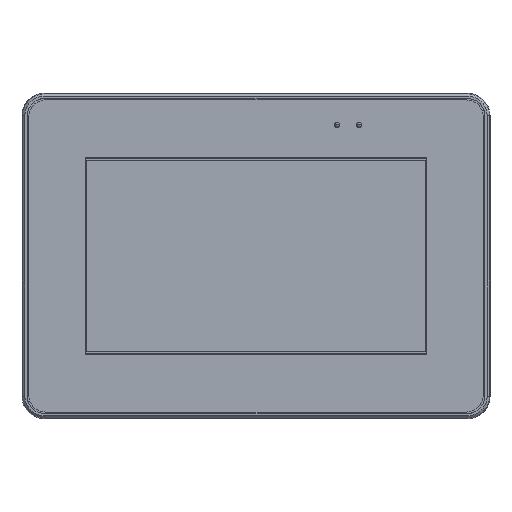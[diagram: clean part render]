
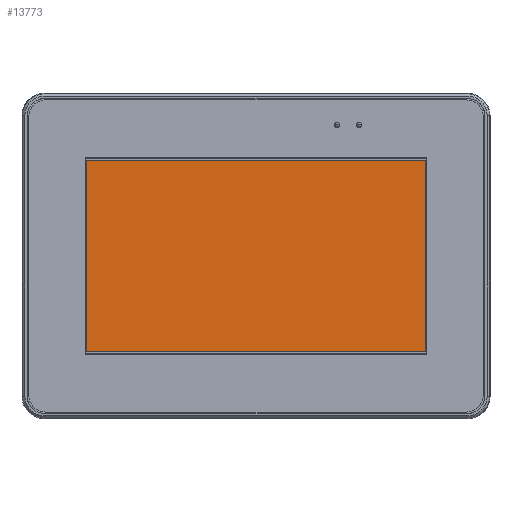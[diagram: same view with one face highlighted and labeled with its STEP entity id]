
A CAD part, top view. The second image highlights one B-rep face of the part: STEP entity #13773.
In plain terms, the highlighted planar face has unit normal (0, 0, 1).
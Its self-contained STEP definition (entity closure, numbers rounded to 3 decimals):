
#1253 = CARTESIAN_POINT ( 'NONE',  ( -78.73, 45.42, 0. ) ) ;
#2108 = EDGE_CURVE ( 'NONE', #11137, #8216, #43615, .T. ) ;
#2613 = VERTEX_POINT ( 'NONE', #30364 ) ;
#4582 = EDGE_CURVE ( 'NONE', #2613, #11137, #42194, .T. ) ;
#5783 = CARTESIAN_POINT ( 'NONE',  ( 75.75, 45.42, 0. ) ) ;
#5827 = DIRECTION ( 'NONE',  ( 1., 0., 0. ) ) ;
#6440 = PLANE ( 'NONE',  #23642 ) ;
#8216 = VERTEX_POINT ( 'NONE', #5783 ) ;
#11137 = VERTEX_POINT ( 'NONE', #55590 ) ;
#11733 = VECTOR ( 'NONE', #13294, 1000. ) ;
#12812 = ORIENTED_EDGE ( 'NONE', *, *, #4582, .T. ) ;
#13294 = DIRECTION ( 'NONE',  ( 0., -1., 0. ) ) ;
#13773 = ADVANCED_FACE ( 'NONE', ( #16480 ), #6440, .T. ) ;
#16480 = FACE_OUTER_BOUND ( 'NONE', #50072, .T. ) ;
#18296 = LINE ( 'NONE', #36502, #11733 ) ;
#20878 = DIRECTION ( 'NONE',  ( 0., 0., 1. ) ) ;
#22379 = EDGE_CURVE ( 'NONE', #60340, #2613, #18296, .T. ) ;
#23642 = AXIS2_PLACEMENT_3D ( 'NONE', #58524, #20878, #5827 ) ;
#23863 = ORIENTED_EDGE ( 'NONE', *, *, #22379, .T. ) ;
#27270 = VECTOR ( 'NONE', #34220, 1000. ) ;
#28374 = DIRECTION ( 'NONE',  ( 1., 0., 0. ) ) ;
#30364 = CARTESIAN_POINT ( 'NONE',  ( -78.73, -41.56, 0. ) ) ;
#34220 = DIRECTION ( 'NONE',  ( 0., 1., 0. ) ) ;
#36502 = CARTESIAN_POINT ( 'NONE',  ( -78.73, 45.42, 0. ) ) ;
#36564 = DIRECTION ( 'NONE',  ( -1., 0., 0. ) ) ;
#38506 = EDGE_CURVE ( 'NONE', #8216, #60340, #41274, .T. ) ;
#40762 = VECTOR ( 'NONE', #36564, 1000. ) ;
#41274 = LINE ( 'NONE', #60421, #40762 ) ;
#42194 = LINE ( 'NONE', #46580, #49091 ) ;
#43615 = LINE ( 'NONE', #58045, #27270 ) ;
#45862 = ORIENTED_EDGE ( 'NONE', *, *, #38506, .T. ) ;
#46580 = CARTESIAN_POINT ( 'NONE',  ( -78.73, -41.56, 0. ) ) ;
#49091 = VECTOR ( 'NONE', #28374, 1000. ) ;
#50072 = EDGE_LOOP ( 'NONE', ( #45862, #23863, #12812, #56247 ) ) ;
#55590 = CARTESIAN_POINT ( 'NONE',  ( 75.75, -41.56, 0. ) ) ;
#56247 = ORIENTED_EDGE ( 'NONE', *, *, #2108, .T. ) ;
#58045 = CARTESIAN_POINT ( 'NONE',  ( 75.75, 45.42, 0. ) ) ;
#58524 = CARTESIAN_POINT ( 'NONE',  ( -82.45, -50., 0. ) ) ;
#60340 = VERTEX_POINT ( 'NONE', #1253 ) ;
#60421 = CARTESIAN_POINT ( 'NONE',  ( -78.73, 45.42, 0. ) ) ;
